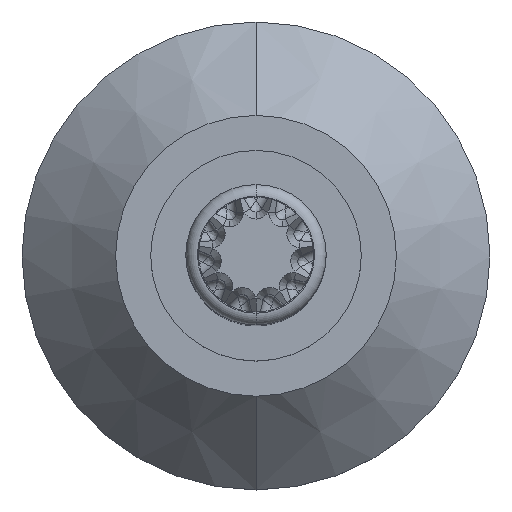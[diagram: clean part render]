
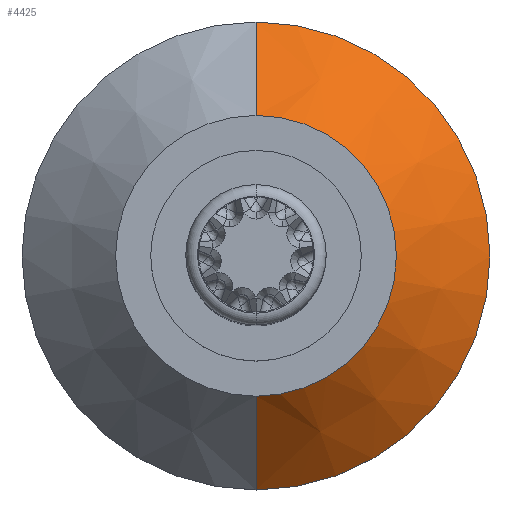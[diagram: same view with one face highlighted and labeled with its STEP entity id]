
A CAD part, top view. The second image highlights one B-rep face of the part: STEP entity #4425.
In plain terms, the highlighted conical face has half-angle 45 degrees and reference radius 20 mm.
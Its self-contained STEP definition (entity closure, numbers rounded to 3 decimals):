
#169 = EDGE_CURVE ( 'NONE', #1199, #2745, #4291, .T. ) ;
#275 = AXIS2_PLACEMENT_3D ( 'NONE', #4148, #3810, #2746 ) ;
#536 = LINE ( 'NONE', #1647, #1371 ) ;
#676 = DIRECTION ( 'NONE',  ( 0., 0., 1. ) ) ;
#782 = EDGE_CURVE ( 'NONE', #3433, #962, #1525, .T. ) ;
#916 = DIRECTION ( 'NONE',  ( 0., 1., 0. ) ) ;
#962 = VERTEX_POINT ( 'NONE', #4508 ) ;
#974 = CONICAL_SURFACE ( 'NONE', #275, 20., 0.785 ) ;
#1009 = CARTESIAN_POINT ( 'NONE',  ( 0., 13., 12. ) ) ;
#1034 = CARTESIAN_POINT ( 'NONE',  ( 0., 5., 0. ) ) ;
#1199 = VERTEX_POINT ( 'NONE', #3255 ) ;
#1207 = VECTOR ( 'NONE', #3027, 1000. ) ;
#1371 = VECTOR ( 'NONE', #2343, 1000. ) ;
#1510 = CARTESIAN_POINT ( 'NONE',  ( 0., 5., -20. ) ) ;
#1525 = CIRCLE ( 'NONE', #3974, 12. ) ;
#1647 = CARTESIAN_POINT ( 'NONE',  ( 0., 5., -20. ) ) ;
#1748 = EDGE_CURVE ( 'NONE', #3433, #1199, #2979, .T. ) ;
#1807 = CARTESIAN_POINT ( 'NONE',  ( 0., 5., 20. ) ) ;
#1947 = ORIENTED_EDGE ( 'NONE', *, *, #1748, .T. ) ;
#2131 = DIRECTION ( 'NONE',  ( 0., 0., 1. ) ) ;
#2343 = DIRECTION ( 'NONE',  ( 0., -0.707, -0.707 ) ) ;
#2662 = ORIENTED_EDGE ( 'NONE', *, *, #169, .T. ) ;
#2682 = ORIENTED_EDGE ( 'NONE', *, *, #3013, .F. ) ;
#2745 = VERTEX_POINT ( 'NONE', #1510 ) ;
#2746 = DIRECTION ( 'NONE',  ( 0., 0., -1. ) ) ;
#2930 = EDGE_LOOP ( 'NONE', ( #3913, #1947, #2662, #2682 ) ) ;
#2979 = LINE ( 'NONE', #1807, #1207 ) ;
#2990 = FACE_OUTER_BOUND ( 'NONE', #2930, .T. ) ;
#3013 = EDGE_CURVE ( 'NONE', #962, #2745, #536, .T. ) ;
#3027 = DIRECTION ( 'NONE',  ( 0., -0.707, 0.707 ) ) ;
#3171 = DIRECTION ( 'NONE',  ( 0., 1., 0. ) ) ;
#3255 = CARTESIAN_POINT ( 'NONE',  ( 0., 5., 20. ) ) ;
#3404 = CARTESIAN_POINT ( 'NONE',  ( 0., 13., 0. ) ) ;
#3433 = VERTEX_POINT ( 'NONE', #1009 ) ;
#3810 = DIRECTION ( 'NONE',  ( 0., -1., 0. ) ) ;
#3913 = ORIENTED_EDGE ( 'NONE', *, *, #782, .F. ) ;
#3974 = AXIS2_PLACEMENT_3D ( 'NONE', #3404, #916, #2131 ) ;
#4148 = CARTESIAN_POINT ( 'NONE',  ( 0., 5., 0. ) ) ;
#4291 = CIRCLE ( 'NONE', #4571, 20. ) ;
#4425 = ADVANCED_FACE ( 'NONE', ( #2990 ), #974, .T. ) ;
#4508 = CARTESIAN_POINT ( 'NONE',  ( 0., 13., -12. ) ) ;
#4571 = AXIS2_PLACEMENT_3D ( 'NONE', #1034, #3171, #676 ) ;
